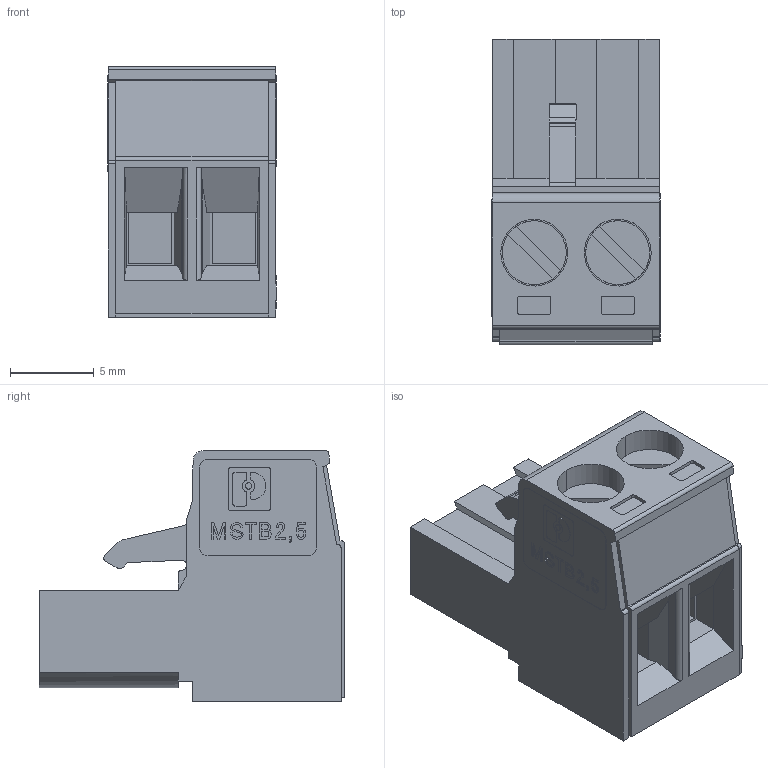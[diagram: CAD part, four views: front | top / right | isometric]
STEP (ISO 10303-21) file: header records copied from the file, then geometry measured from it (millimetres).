
FILE_DESCRIPTION(('STEP AP242'),'1');
FILE_NAME('1754449.stp','2024-03-25T18:10:00',('TraceParts'),('TraceParts S.A.'),'Spatial InterOp 3D',' ',' ');
FILE_SCHEMA(('AP242_MANAGED_MODEL_BASED_3D_ENGINEERING_MIM_LF {1 0 10303 442 1 1 4}'));
Length unit declared in the file: millimetre
Products named in the file (1): 1754449_1
Bounding box: 10.06 x 18.3 x 15 mm (x, y, z)
Volume: 1412.9 mm3; surface area: 2449.3 mm2
Topology: 7 solids, 7 shells, 609 faces, 1681 edges, 1112 vertices
Faces by surface type: plane 464, cylinder 141, cone 4
Entity records: 31570 total; most frequent: CARTESIAN_POINT 3511, ORIENTED_EDGE 3362, DIRECTION 3223, STYLED_ITEM 2059, PRESENTATION_STYLE_ASSIGNMENT 2059, COLOUR_RGB 2059, EDGE_CURVE 1681, CURVE_STYLE 1443
